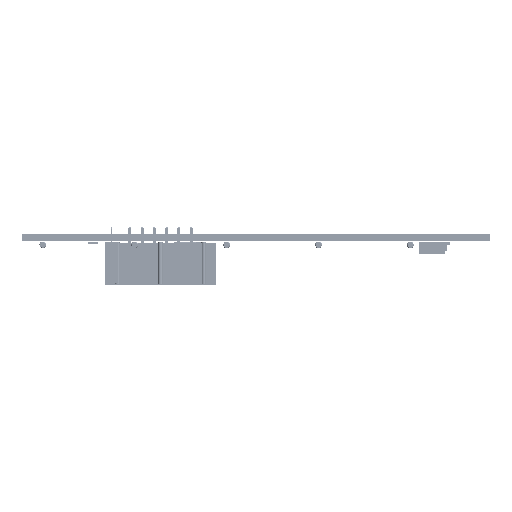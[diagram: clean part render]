
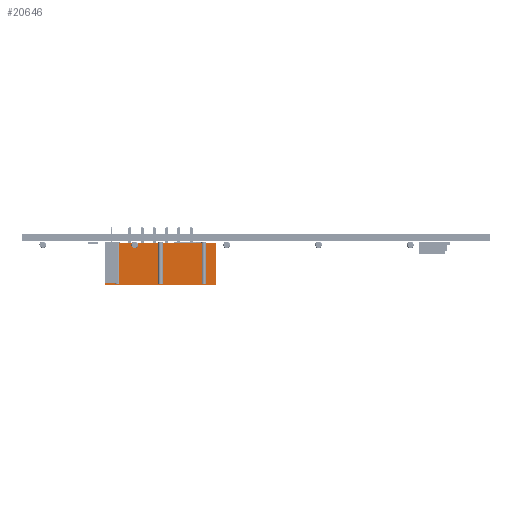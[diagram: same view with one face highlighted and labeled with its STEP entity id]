
A CAD part, left-side view. The second image highlights one B-rep face of the part: STEP entity #20646.
In plain terms, the highlighted face is planar.
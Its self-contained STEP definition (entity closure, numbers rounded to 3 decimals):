
#19740 = EDGE_CURVE('',#19741,#19743,#19745,.T.);
#19741 = VERTEX_POINT('',#19742);
#19742 = CARTESIAN_POINT('',(5.695,5.1,0.25));
#19743 = VERTEX_POINT('',#19744);
#19744 = CARTESIAN_POINT('',(5.695,5.1,9.1));
#19745 = LINE('',#19746,#19747);
#19746 = CARTESIAN_POINT('',(5.695,5.1,0.25));
#19747 = VECTOR('',#19748,1.);
#19748 = DIRECTION('',(0.,0.,1.));
#19805 = VERTEX_POINT('',#19806);
#19806 = CARTESIAN_POINT('',(5.695,-17.8,9.1));
#19812 = EDGE_CURVE('',#19805,#19743,#19813,.T.);
#19813 = LINE('',#19814,#19815);
#19814 = CARTESIAN_POINT('',(5.695,-17.8,9.1));
#19815 = VECTOR('',#19816,1.);
#19816 = DIRECTION('',(0.,1.,0.));
#20013 = VERTEX_POINT('',#20014);
#20014 = CARTESIAN_POINT('',(5.695,-17.8,0.25));
#20020 = EDGE_CURVE('',#20013,#19805,#20021,.T.);
#20021 = LINE('',#20022,#20023);
#20022 = CARTESIAN_POINT('',(5.695,-17.8,0.25));
#20023 = VECTOR('',#20024,1.);
#20024 = DIRECTION('',(0.,0.,1.));
#20060 = EDGE_CURVE('',#20061,#19741,#20063,.T.);
#20061 = VERTEX_POINT('',#20062);
#20062 = CARTESIAN_POINT('',(5.695,3.033,0.25));
#20063 = LINE('',#20064,#20065);
#20064 = CARTESIAN_POINT('',(5.695,-17.8,0.25));
#20065 = VECTOR('',#20066,1.);
#20066 = DIRECTION('',(0.,1.,0.));
#20078 = VERTEX_POINT('',#20079);
#20079 = CARTESIAN_POINT('',(5.695,2.167,0.25));
#20086 = EDGE_CURVE('',#20087,#20078,#20089,.T.);
#20087 = VERTEX_POINT('',#20088);
#20088 = CARTESIAN_POINT('',(5.695,-5.917,0.25));
#20089 = LINE('',#20090,#20091);
#20090 = CARTESIAN_POINT('',(5.695,-17.8,0.25));
#20091 = VECTOR('',#20092,1.);
#20092 = DIRECTION('',(0.,1.,0.));
#20104 = VERTEX_POINT('',#20105);
#20105 = CARTESIAN_POINT('',(5.695,-6.783,0.25));
#20112 = EDGE_CURVE('',#20113,#20104,#20115,.T.);
#20113 = VERTEX_POINT('',#20114);
#20114 = CARTESIAN_POINT('',(5.695,-14.867,0.25));
#20115 = LINE('',#20116,#20117);
#20116 = CARTESIAN_POINT('',(5.695,-17.8,0.25));
#20117 = VECTOR('',#20118,1.);
#20118 = DIRECTION('',(0.,1.,0.));
#20130 = VERTEX_POINT('',#20131);
#20131 = CARTESIAN_POINT('',(5.695,-15.733,0.25));
#20138 = EDGE_CURVE('',#20013,#20130,#20139,.T.);
#20139 = LINE('',#20140,#20141);
#20140 = CARTESIAN_POINT('',(5.695,-17.8,0.25));
#20141 = VECTOR('',#20142,1.);
#20142 = DIRECTION('',(0.,1.,0.));
#20646 = ADVANCED_FACE('',(#20647),#20722,.T.);
#20647 = FACE_BOUND('',#20648,.T.);
#20648 = EDGE_LOOP('',(#20649,#20650,#20651,#20659,#20667,#20673,#20674,
    #20682,#20690,#20696,#20697,#20705,#20713,#20719,#20720,#20721));
#20649 = ORIENTED_EDGE('',*,*,#20020,.F.);
#20650 = ORIENTED_EDGE('',*,*,#20138,.T.);
#20651 = ORIENTED_EDGE('',*,*,#20652,.F.);
#20652 = EDGE_CURVE('',#20653,#20130,#20655,.T.);
#20653 = VERTEX_POINT('',#20654);
#20654 = CARTESIAN_POINT('',(5.695,-15.733,8.75));
#20655 = LINE('',#20656,#20657);
#20656 = CARTESIAN_POINT('',(5.695,-15.733,0.25));
#20657 = VECTOR('',#20658,1.);
#20658 = DIRECTION('',(-0.,-0.,-1.));
#20659 = ORIENTED_EDGE('',*,*,#20660,.F.);
#20660 = EDGE_CURVE('',#20661,#20653,#20663,.T.);
#20661 = VERTEX_POINT('',#20662);
#20662 = CARTESIAN_POINT('',(5.695,-14.867,8.75));
#20663 = LINE('',#20664,#20665);
#20664 = CARTESIAN_POINT('',(5.695,-10.825,8.75));
#20665 = VECTOR('',#20666,1.);
#20666 = DIRECTION('',(0.,-1.,0.));
#20667 = ORIENTED_EDGE('',*,*,#20668,.T.);
#20668 = EDGE_CURVE('',#20661,#20113,#20669,.T.);
#20669 = LINE('',#20670,#20671);
#20670 = CARTESIAN_POINT('',(5.695,-14.867,0.25));
#20671 = VECTOR('',#20672,1.);
#20672 = DIRECTION('',(-0.,-0.,-1.));
#20673 = ORIENTED_EDGE('',*,*,#20112,.T.);
#20674 = ORIENTED_EDGE('',*,*,#20675,.F.);
#20675 = EDGE_CURVE('',#20676,#20104,#20678,.T.);
#20676 = VERTEX_POINT('',#20677);
#20677 = CARTESIAN_POINT('',(5.695,-6.783,8.75));
#20678 = LINE('',#20679,#20680);
#20679 = CARTESIAN_POINT('',(5.695,-6.783,0.25));
#20680 = VECTOR('',#20681,1.);
#20681 = DIRECTION('',(-0.,-0.,-1.));
#20682 = ORIENTED_EDGE('',*,*,#20683,.F.);
#20683 = EDGE_CURVE('',#20684,#20676,#20686,.T.);
#20684 = VERTEX_POINT('',#20685);
#20685 = CARTESIAN_POINT('',(5.695,-5.917,8.75));
#20686 = LINE('',#20687,#20688);
#20687 = CARTESIAN_POINT('',(5.695,-6.35,8.75));
#20688 = VECTOR('',#20689,1.);
#20689 = DIRECTION('',(0.,-1.,0.));
#20690 = ORIENTED_EDGE('',*,*,#20691,.T.);
#20691 = EDGE_CURVE('',#20684,#20087,#20692,.T.);
#20692 = LINE('',#20693,#20694);
#20693 = CARTESIAN_POINT('',(5.695,-5.917,0.25));
#20694 = VECTOR('',#20695,1.);
#20695 = DIRECTION('',(-0.,-0.,-1.));
#20696 = ORIENTED_EDGE('',*,*,#20086,.T.);
#20697 = ORIENTED_EDGE('',*,*,#20698,.F.);
#20698 = EDGE_CURVE('',#20699,#20078,#20701,.T.);
#20699 = VERTEX_POINT('',#20700);
#20700 = CARTESIAN_POINT('',(5.695,2.167,8.75));
#20701 = LINE('',#20702,#20703);
#20702 = CARTESIAN_POINT('',(5.695,2.167,0.25));
#20703 = VECTOR('',#20704,1.);
#20704 = DIRECTION('',(-0.,-0.,-1.));
#20705 = ORIENTED_EDGE('',*,*,#20706,.F.);
#20706 = EDGE_CURVE('',#20707,#20699,#20709,.T.);
#20707 = VERTEX_POINT('',#20708);
#20708 = CARTESIAN_POINT('',(5.695,3.033,8.75));
#20709 = LINE('',#20710,#20711);
#20710 = CARTESIAN_POINT('',(5.695,-1.875,8.75));
#20711 = VECTOR('',#20712,1.);
#20712 = DIRECTION('',(0.,-1.,0.));
#20713 = ORIENTED_EDGE('',*,*,#20714,.T.);
#20714 = EDGE_CURVE('',#20707,#20061,#20715,.T.);
#20715 = LINE('',#20716,#20717);
#20716 = CARTESIAN_POINT('',(5.695,3.033,0.25));
#20717 = VECTOR('',#20718,1.);
#20718 = DIRECTION('',(-0.,-0.,-1.));
#20719 = ORIENTED_EDGE('',*,*,#20060,.T.);
#20720 = ORIENTED_EDGE('',*,*,#19740,.T.);
#20721 = ORIENTED_EDGE('',*,*,#19812,.F.);
#20722 = PLANE('',#20723);
#20723 = AXIS2_PLACEMENT_3D('',#20724,#20725,#20726);
#20724 = CARTESIAN_POINT('',(5.695,-6.35,4.675));
#20725 = DIRECTION('',(1.,0.,0.));
#20726 = DIRECTION('',(0.,0.,1.));
